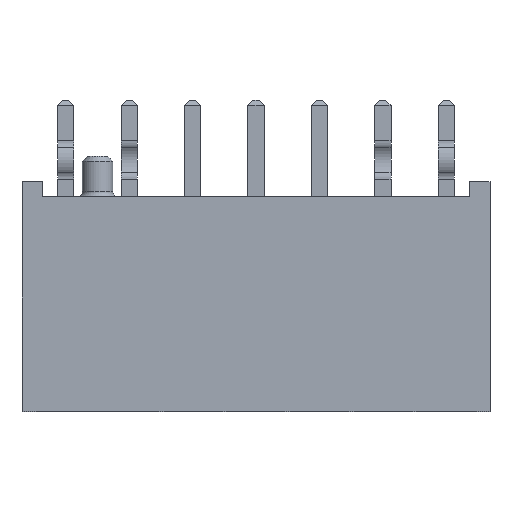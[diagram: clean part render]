
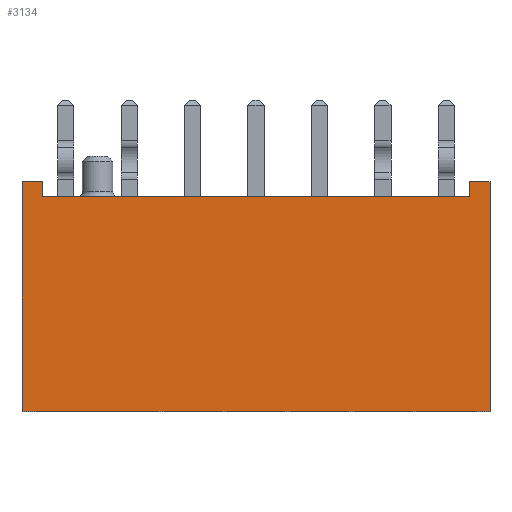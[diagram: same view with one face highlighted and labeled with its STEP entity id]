
A CAD part, top view. The second image highlights one B-rep face of the part: STEP entity #3134.
In plain terms, the highlighted planar face has unit normal (0, 0, 1).
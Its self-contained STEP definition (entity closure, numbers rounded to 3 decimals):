
#80=LINE('',#4285,#489);
#202=LINE('',#4535,#611);
#331=LINE('',#4807,#740);
#341=LINE('',#4826,#750);
#344=LINE('',#4830,#753);
#347=LINE('',#4836,#756);
#348=LINE('',#4838,#757);
#349=LINE('',#4839,#758);
#489=VECTOR('',#3475,1000.);
#611=VECTOR('',#3641,1000.);
#740=VECTOR('',#3880,1000.);
#750=VECTOR('',#3896,1000.);
#753=VECTOR('',#3901,1000.);
#756=VECTOR('',#3906,1000.);
#757=VECTOR('',#3907,1000.);
#758=VECTOR('',#3908,1000.);
#1371=ORIENTED_EDGE('',*,*,#1888,.F.);
#1372=ORIENTED_EDGE('',*,*,#2035,.T.);
#1373=ORIENTED_EDGE('',*,*,#2036,.F.);
#1374=ORIENTED_EDGE('',*,*,#2032,.T.);
#1375=ORIENTED_EDGE('',*,*,#1765,.T.);
#1376=ORIENTED_EDGE('',*,*,#2029,.F.);
#1377=ORIENTED_EDGE('',*,*,#2019,.F.);
#1378=ORIENTED_EDGE('',*,*,#2037,.F.);
#1765=EDGE_CURVE('',#2199,#2197,#80,.T.);
#1888=EDGE_CURVE('',#2304,#2305,#202,.T.);
#2019=EDGE_CURVE('',#2383,#2385,#331,.T.);
#2029=EDGE_CURVE('',#2385,#2197,#341,.T.);
#2032=EDGE_CURVE('',#2391,#2199,#344,.T.);
#2035=EDGE_CURVE('',#2304,#2393,#347,.T.);
#2036=EDGE_CURVE('',#2391,#2393,#348,.T.);
#2037=EDGE_CURVE('',#2305,#2383,#349,.T.);
#2197=VERTEX_POINT('',#4283);
#2199=VERTEX_POINT('',#4286);
#2304=VERTEX_POINT('',#4534);
#2305=VERTEX_POINT('',#4536);
#2383=VERTEX_POINT('',#4805);
#2385=VERTEX_POINT('',#4808);
#2391=VERTEX_POINT('',#4831);
#2393=VERTEX_POINT('',#4837);
#2602=EDGE_LOOP('',(#1371,#1372,#1373,#1374,#1375,#1376,#1377,#1378));
#2802=FACE_BOUND('',#2602,.T.);
#2973=PLANE('',#3345);
#3134=ADVANCED_FACE('',(#2802),#2973,.F.);
#3345=AXIS2_PLACEMENT_3D('',#4835,#3904,#3905);
#3475=DIRECTION('',(1.,0.,0.));
#3641=DIRECTION('',(1.,0.,0.));
#3880=DIRECTION('',(1.,0.,0.));
#3896=DIRECTION('',(0.,-1.,0.));
#3901=DIRECTION('',(0.,-1.,0.));
#3904=DIRECTION('',(0.,0.,-1.));
#3905=DIRECTION('',(-1.,0.,0.));
#3906=DIRECTION('',(0.,1.,0.));
#3907=DIRECTION('',(1.,0.,0.));
#3908=DIRECTION('',(0.,1.,0.));
#4283=CARTESIAN_POINT('',(9.22,0.,1.74));
#4285=CARTESIAN_POINT('',(-9.22,0.,1.74));
#4286=CARTESIAN_POINT('',(-9.22,0.,1.74));
#4534=CARTESIAN_POINT('',(-8.42,8.46,1.74));
#4535=CARTESIAN_POINT('',(-8.42,8.46,1.74));
#4536=CARTESIAN_POINT('',(8.42,8.46,1.74));
#4805=CARTESIAN_POINT('',(8.42,9.06,1.74));
#4807=CARTESIAN_POINT('',(-9.22,9.06,1.74));
#4808=CARTESIAN_POINT('',(9.22,9.06,1.74));
#4826=CARTESIAN_POINT('',(9.22,9.06,1.74));
#4830=CARTESIAN_POINT('',(-9.22,9.06,1.74));
#4831=CARTESIAN_POINT('',(-9.22,9.06,1.74));
#4835=CARTESIAN_POINT('',(-9.22,9.06,1.74));
#4836=CARTESIAN_POINT('',(-8.42,8.46,1.74));
#4837=CARTESIAN_POINT('',(-8.42,9.06,1.74));
#4838=CARTESIAN_POINT('',(-9.22,9.06,1.74));
#4839=CARTESIAN_POINT('',(8.42,8.46,1.74));
